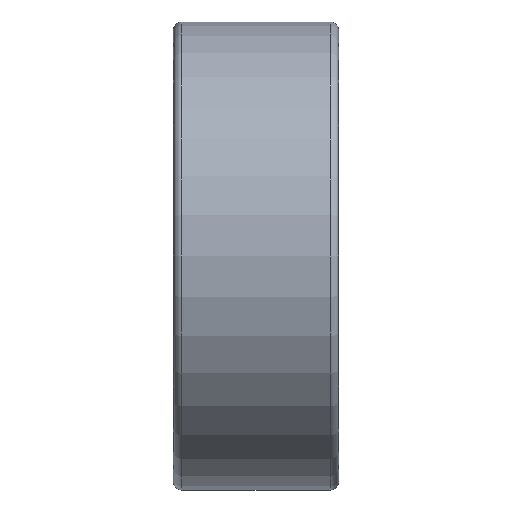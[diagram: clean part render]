
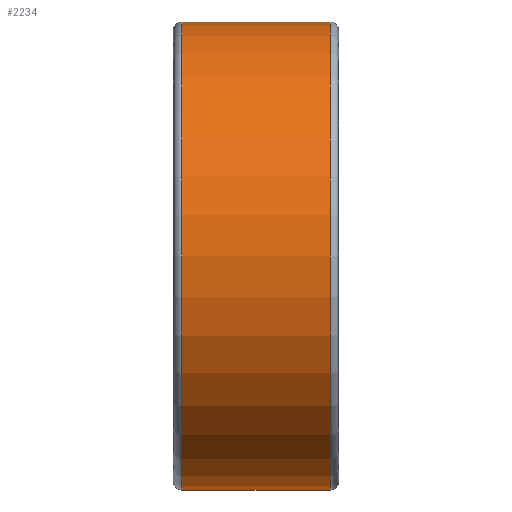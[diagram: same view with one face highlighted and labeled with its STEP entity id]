
A CAD part, left-side view. The second image highlights one B-rep face of the part: STEP entity #2234.
In plain terms, the highlighted cylindrical face has radius 8.5 mm (diameter 17 mm), a partial arc.
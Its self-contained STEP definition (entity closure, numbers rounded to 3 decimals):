
#1595=DIRECTION('',(0.,-1.,0.));
#1596=VECTOR('',#1595,5.4);
#1597=CARTESIAN_POINT('',(0.,-0.3,8.5));
#1598=LINE('',#1597,#1596);
#1634=CARTESIAN_POINT('',(0.,-5.7,0.));
#1635=DIRECTION('',(0.,-1.,0.));
#1636=DIRECTION('',(0.,0.,1.));
#1637=AXIS2_PLACEMENT_3D('',#1634,#1635,#1636);
#1639=DIRECTION('',(0.,-1.,0.));
#1640=VECTOR('',#1639,5.4);
#1641=CARTESIAN_POINT('',(0.,-0.3,-8.5));
#1642=LINE('',#1641,#1640);
#1648=CARTESIAN_POINT('',(0.,-0.3,0.));
#1649=DIRECTION('',(0.,1.,0.));
#1650=DIRECTION('',(0.,0.,-1.));
#1651=AXIS2_PLACEMENT_3D('',#1648,#1649,#1650);
#1699=CARTESIAN_POINT('',(0.,-5.7,-8.5));
#1700=CARTESIAN_POINT('',(0.,-5.7,8.5));
#1701=VERTEX_POINT('',#1699);
#1702=VERTEX_POINT('',#1700);
#1720=CARTESIAN_POINT('',(0.,-0.3,8.5));
#1722=VERTEX_POINT('',#1720);
#1775=CARTESIAN_POINT('',(0.,-0.3,-8.5));
#1776=VERTEX_POINT('',#1775);
#2222=CARTESIAN_POINT('',(0.,-3.,0.));
#2223=DIRECTION('',(0.,1.,0.));
#2224=DIRECTION('',(0.,0.,1.));
#2225=AXIS2_PLACEMENT_3D('',#2222,#2223,#2224);
#2226=CYLINDRICAL_SURFACE('',#2225,8.5);
#2227=ORIENTED_EDGE('',*,*,#2172,.F.);
#2229=ORIENTED_EDGE('',*,*,#2228,.T.);
#2230=ORIENTED_EDGE('',*,*,#2169,.T.);
#2231=ORIENTED_EDGE('',*,*,#2215,.T.);
#2232=EDGE_LOOP('',(#2227,#2229,#2230,#2231));
#2233=FACE_OUTER_BOUND('',#2232,.F.);
#2234=ADVANCED_FACE('',(#2233),#2226,.T.);
#1638=CIRCLE('',#1637,8.5);
#1652=CIRCLE('',#1651,8.5);
#2169=EDGE_CURVE('',#1722,#1702,#1598,.T.);
#2172=EDGE_CURVE('',#1776,#1701,#1642,.T.);
#2215=EDGE_CURVE('',#1702,#1701,#1638,.T.);
#2228=EDGE_CURVE('',#1776,#1722,#1652,.T.);
